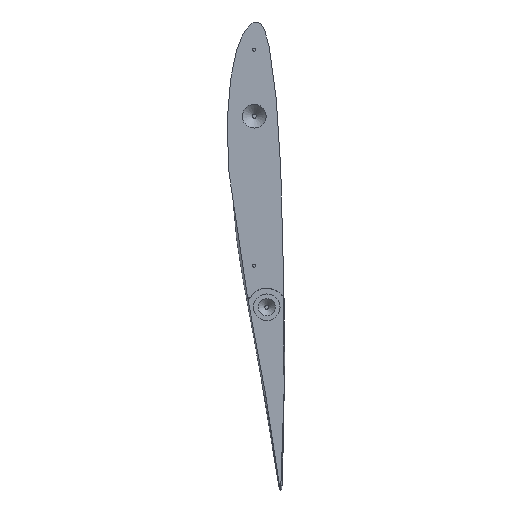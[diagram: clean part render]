
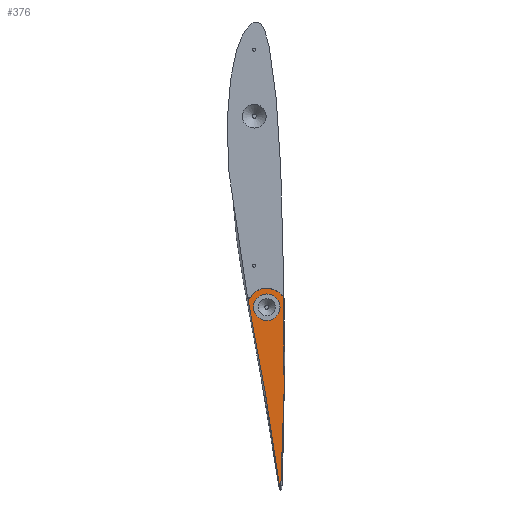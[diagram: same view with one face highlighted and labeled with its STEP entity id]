
A CAD part, left-side view. The second image highlights one B-rep face of the part: STEP entity #376.
In plain terms, the highlighted planar face has unit normal (-1, 0, 0).
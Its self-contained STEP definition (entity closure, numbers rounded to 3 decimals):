
#20=FACE_BOUND('',#107,.T.);
#24=B_SPLINE_CURVE_WITH_KNOTS('',3,(#1202,#1203,#1204,#1205,#1206,#1207),
 .UNSPECIFIED.,.F.,.F.,(4,1,1,4),(0.11,0.11,0.111,
0.111),.UNSPECIFIED.);
#27=B_SPLINE_CURVE_WITH_KNOTS('',3,(#1853,#1854,#1855,#1856,#1857,#1858,
#1859,#1860,#1861,#1862,#1863,#1864,#1865,#1866,#1867,#1868,#1869,#1870,
#1871,#1872,#1873,#1874),.UNSPECIFIED.,.F.,.F.,(4,2,2,2,2,2,2,2,2,2,4),
(-12.3,-12.277,-12.255,-12.218,
-12.124,-11.936,-11.558,-10.796,
-9.256,-6.114,0.),.UNSPECIFIED.);
#35=B_SPLINE_CURVE_WITH_KNOTS('',3,(#2154,#2155,#2156,#2157,#2158,#2159,
#2160,#2161,#2162,#2163,#2164,#2165,#2166,#2167,#2168,#2169,#2170,#2171,
#2172,#2173,#2174,#2175,#2176,#2177),.UNSPECIFIED.,.F.,.F.,(4,2,2,2,2,2,
2,2,2,2,2,4),(-18.509,-9.373,-4.659,-2.351,
-1.195,-0.599,-0.302,-0.174,
-0.117,-0.056,-0.025,0.),
 .UNSPECIFIED.);
#36=B_SPLINE_CURVE_WITH_KNOTS('',3,(#2181,#2182,#2183,#2184,#2185,#2186,
#2187,#2188,#2189,#2190,#2191,#2192,#2193,#2194,#2195,#2196,#2197,#2198,
#2199,#2200,#2201,#2202,#2203,#2204,#2205,#2206,#2207,#2208),
 .UNSPECIFIED.,.F.,.F.,(4,3,3,3,3,3,3,3,3,4),(0.104,0.125,0.156,
0.188,0.219,0.25,0.281,
0.313,0.344,0.359),.UNSPECIFIED.);
#56=PLANE('',#432);
#77=FACE_OUTER_BOUND('',#106,.T.);
#106=EDGE_LOOP('',(#311,#312,#313,#314,#315,#316));
#107=EDGE_LOOP('',(#317));
#155=CIRCLE('',#425,8.);
#158=CIRCLE('',#433,1.);
#159=CIRCLE('',#434,1.);
#177=VERTEX_POINT('',#1200);
#178=VERTEX_POINT('',#1201);
#181=VERTEX_POINT('',#1852);
#185=VERTEX_POINT('',#2096);
#190=VERTEX_POINT('',#2153);
#191=VERTEX_POINT('',#2178);
#192=VERTEX_POINT('',#2180);
#219=EDGE_CURVE('',#177,#178,#24,.T.);
#223=EDGE_CURVE('',#178,#181,#27,.T.);
#228=EDGE_CURVE('',#185,#185,#155,.T.);
#236=EDGE_CURVE('',#190,#177,#35,.T.);
#237=EDGE_CURVE('',#191,#190,#158,.T.);
#238=EDGE_CURVE('',#192,#191,#36,.T.);
#239=EDGE_CURVE('',#181,#192,#159,.T.);
#311=ORIENTED_EDGE('',*,*,#236,.F.);
#312=ORIENTED_EDGE('',*,*,#237,.F.);
#313=ORIENTED_EDGE('',*,*,#238,.F.);
#314=ORIENTED_EDGE('',*,*,#239,.F.);
#315=ORIENTED_EDGE('',*,*,#223,.F.);
#316=ORIENTED_EDGE('',*,*,#219,.F.);
#317=ORIENTED_EDGE('',*,*,#228,.F.);
#376=ADVANCED_FACE('',(#77,#20),#56,.F.);
#425=AXIS2_PLACEMENT_3D('',#2097,#501,#502);
#432=AXIS2_PLACEMENT_3D('',#2152,#517,#518);
#433=AXIS2_PLACEMENT_3D('',#2179,#519,#520);
#434=AXIS2_PLACEMENT_3D('',#2209,#521,#522);
#501=DIRECTION('center_axis',(-1.,0.,0.));
#502=DIRECTION('ref_axis',(0.,0.,-1.));
#517=DIRECTION('center_axis',(1.,0.,0.));
#518=DIRECTION('ref_axis',(0.,0.,1.));
#519=DIRECTION('center_axis',(-1.,0.,0.));
#520=DIRECTION('ref_axis',(0.,-1.,0.012));
#521=DIRECTION('center_axis',(-1.,0.,0.));
#522=DIRECTION('ref_axis',(0.,-0.855,-0.519));
#1200=CARTESIAN_POINT('',(540.,0.,0.001));
#1201=CARTESIAN_POINT('',(540.,0.375,0.054));
#1202=CARTESIAN_POINT('Ctrl Pts',(540.,0.,0.001));
#1203=CARTESIAN_POINT('Ctrl Pts',(540.,0.018,-0.001));
#1204=CARTESIAN_POINT('Ctrl Pts',(540.,0.144,-0.009));
#1205=CARTESIAN_POINT('Ctrl Pts',(540.,0.273,0.014));
#1206=CARTESIAN_POINT('Ctrl Pts',(540.,0.374,0.054));
#1207=CARTESIAN_POINT('Ctrl Pts',(540.,0.375,0.054));
#1852=CARTESIAN_POINT('',(540.,20.005,116.277));
#1853=CARTESIAN_POINT('Ctrl Pts',(540.,0.375,0.054));
#1854=CARTESIAN_POINT('Ctrl Pts',(540.,0.466,0.091));
#1855=CARTESIAN_POINT('Ctrl Pts',(540.,0.55,0.144));
#1856=CARTESIAN_POINT('Ctrl Pts',(540.,0.69,0.274));
#1857=CARTESIAN_POINT('Ctrl Pts',(540.,0.746,0.348));
#1858=CARTESIAN_POINT('Ctrl Pts',(540.,0.859,0.565));
#1859=CARTESIAN_POINT('Ctrl Pts',(540.,0.871,0.682));
#1860=CARTESIAN_POINT('Ctrl Pts',(540.,0.913,1.092));
#1861=CARTESIAN_POINT('Ctrl Pts',(540.,0.944,1.387));
#1862=CARTESIAN_POINT('Ctrl Pts',(540.,1.036,2.273));
#1863=CARTESIAN_POINT('Ctrl Pts',(540.,1.098,2.863));
#1864=CARTESIAN_POINT('Ctrl Pts',(540.,1.29,4.64));
#1865=CARTESIAN_POINT('Ctrl Pts',(540.,1.422,5.825));
#1866=CARTESIAN_POINT('Ctrl Pts',(540.,1.831,9.397));
#1867=CARTESIAN_POINT('Ctrl Pts',(540.,2.121,11.784));
#1868=CARTESIAN_POINT('Ctrl Pts',(540.,3.039,18.989));
#1869=CARTESIAN_POINT('Ctrl Pts',(540.,3.713,23.828));
#1870=CARTESIAN_POINT('Ctrl Pts',(540.,5.887,38.497));
#1871=CARTESIAN_POINT('Ctrl Pts',(540.,7.548,48.478));
#1872=CARTESIAN_POINT('Ctrl Pts',(540.,12.602,77.259));
#1873=CARTESIAN_POINT('Ctrl Pts',(540.,16.269,96.241));
#1874=CARTESIAN_POINT('Ctrl Pts',(540.,20.005,116.277));
#2096=CARTESIAN_POINT('',(540.,8.391,118.));
#2097=CARTESIAN_POINT('Origin',(540.,8.391,110.));
#2152=CARTESIAN_POINT('Origin',(540.,-37.18,-90.));
#2153=CARTESIAN_POINT('',(540.,-1.968,118.208));
#2154=CARTESIAN_POINT('Ctrl Pts',(540.,-1.968,118.208));
#2155=CARTESIAN_POINT('Ctrl Pts',(540.,-2.194,98.615));
#2156=CARTESIAN_POINT('Ctrl Pts',(540.,-2.202,78.494));
#2157=CARTESIAN_POINT('Ctrl Pts',(540.,-1.903,48.831));
#2158=CARTESIAN_POINT('Ctrl Pts',(540.,-1.745,38.766));
#2159=CARTESIAN_POINT('Ctrl Pts',(540.,-1.42,23.94));
#2160=CARTESIAN_POINT('Ctrl Pts',(540.,-1.298,19.044));
#2161=CARTESIAN_POINT('Ctrl Pts',(540.,-1.086,11.67));
#2162=CARTESIAN_POINT('Ctrl Pts',(540.,-1.011,9.217));
#2163=CARTESIAN_POINT('Ctrl Pts',(540.,-0.896,5.698));
#2164=CARTESIAN_POINT('Ctrl Pts',(540.,-0.856,4.501));
#2165=CARTESIAN_POINT('Ctrl Pts',(540.,-0.792,2.708));
#2166=CARTESIAN_POINT('Ctrl Pts',(540.,-0.771,2.112));
#2167=CARTESIAN_POINT('Ctrl Pts',(540.,-0.739,1.258));
#2168=CARTESIAN_POINT('Ctrl Pts',(540.,-0.737,1.));
#2169=CARTESIAN_POINT('Ctrl Pts',(540.,-0.711,0.628));
#2170=CARTESIAN_POINT('Ctrl Pts',(540.,-0.679,0.527));
#2171=CARTESIAN_POINT('Ctrl Pts',(540.,-0.595,0.357));
#2172=CARTESIAN_POINT('Ctrl Pts',(540.,-0.532,0.269));
#2173=CARTESIAN_POINT('Ctrl Pts',(540.,-0.402,0.156));
#2174=CARTESIAN_POINT('Ctrl Pts',(540.,-0.334,0.105));
#2175=CARTESIAN_POINT('Ctrl Pts',(540.,-0.165,0.031));
#2176=CARTESIAN_POINT('Ctrl Pts',(540.,-0.083,0.009));
#2177=CARTESIAN_POINT('Ctrl Pts',(540.,0.,0.001));
#2178=CARTESIAN_POINT('',(540.,-0.216,117.537));
#2179=CARTESIAN_POINT('Origin',(540.,-0.968,118.196));
#2180=CARTESIAN_POINT('',(540.,18.167,115.941));
#2181=CARTESIAN_POINT('Ctrl Pts',(540.,18.167,115.941));
#2182=CARTESIAN_POINT('Ctrl Pts',(540.,17.924,116.341));
#2183=CARTESIAN_POINT('Ctrl Pts',(540.,17.648,116.74));
#2184=CARTESIAN_POINT('Ctrl Pts',(540.,17.336,117.132));
#2185=CARTESIAN_POINT('Ctrl Pts',(540.,16.86,117.728));
#2186=CARTESIAN_POINT('Ctrl Pts',(540.,16.3,118.308));
#2187=CARTESIAN_POINT('Ctrl Pts',(540.,15.655,118.838));
#2188=CARTESIAN_POINT('Ctrl Pts',(540.,15.009,119.369));
#2189=CARTESIAN_POINT('Ctrl Pts',(540.,14.277,119.851));
#2190=CARTESIAN_POINT('Ctrl Pts',(540.,13.473,120.249));
#2191=CARTESIAN_POINT('Ctrl Pts',(540.,12.669,120.648));
#2192=CARTESIAN_POINT('Ctrl Pts',(540.,11.794,120.963));
#2193=CARTESIAN_POINT('Ctrl Pts',(540.,10.877,121.167));
#2194=CARTESIAN_POINT('Ctrl Pts',(540.,9.961,121.371));
#2195=CARTESIAN_POINT('Ctrl Pts',(540.,9.005,121.464));
#2196=CARTESIAN_POINT('Ctrl Pts',(540.,8.052,121.435));
#2197=CARTESIAN_POINT('Ctrl Pts',(540.,7.099,121.407));
#2198=CARTESIAN_POINT('Ctrl Pts',(540.,6.15,121.258));
#2199=CARTESIAN_POINT('Ctrl Pts',(540.,5.248,121.));
#2200=CARTESIAN_POINT('Ctrl Pts',(540.,4.345,120.742));
#2201=CARTESIAN_POINT('Ctrl Pts',(540.,3.489,120.376));
#2202=CARTESIAN_POINT('Ctrl Pts',(540.,2.71,119.931));
#2203=CARTESIAN_POINT('Ctrl Pts',(540.,1.932,119.485));
#2204=CARTESIAN_POINT('Ctrl Pts',(540.,1.229,118.961));
#2205=CARTESIAN_POINT('Ctrl Pts',(540.,0.616,118.393));
#2206=CARTESIAN_POINT('Ctrl Pts',(540.,0.318,118.117));
#2207=CARTESIAN_POINT('Ctrl Pts',(540.,0.041,117.83));
#2208=CARTESIAN_POINT('Ctrl Pts',(540.,-0.216,117.537));
#2209=CARTESIAN_POINT('Origin',(540.,19.022,116.46));
